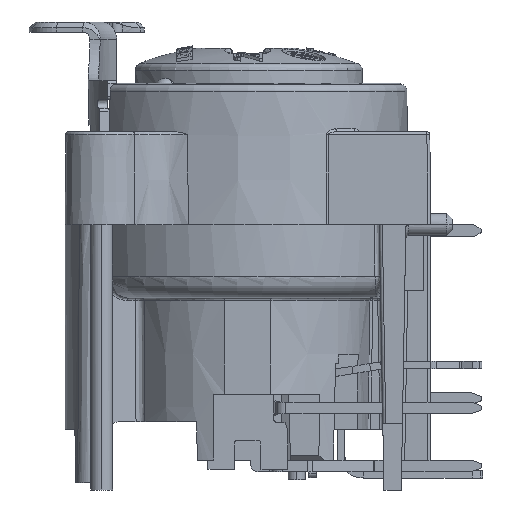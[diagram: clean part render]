
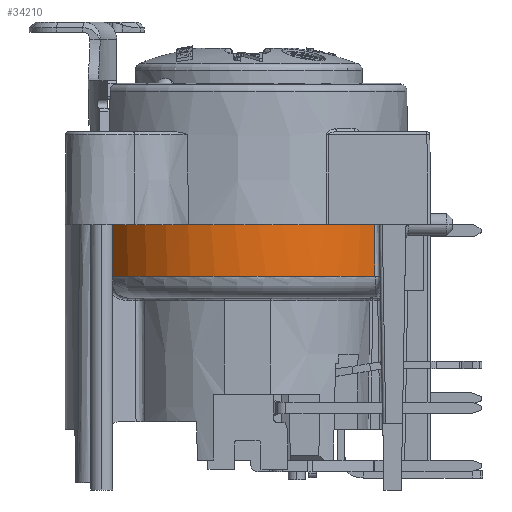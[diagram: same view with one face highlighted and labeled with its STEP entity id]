
A CAD part, left-side view. The second image highlights one B-rep face of the part: STEP entity #34210.
In plain terms, the highlighted conical face has half-angle 1 degrees and reference radius 10.925 mm.
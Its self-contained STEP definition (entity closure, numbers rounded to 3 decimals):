
#1076=CARTESIAN_POINT('',(0.,0.,-6.35));
#1077=DIRECTION('',(0.,0.,-1.));
#1078=DIRECTION('',(-0.928,0.373,0.));
#1079=AXIS2_PLACEMENT_3D('',#1076,#1077,#1078);
#1094=CARTESIAN_POINT('',(-6.743,-8.634,-6.35));
#1105=CARTESIAN_POINT('',(0.,0.,-6.35));
#1106=DIRECTION('',(0.,0.,-1.));
#1107=DIRECTION('',(-0.616,-0.788,0.));
#1108=AXIS2_PLACEMENT_3D('',#1105,#1106,#1107);
#1257=CARTESIAN_POINT('',(-5.745,9.256,
-9.876));
#1258=CARTESIAN_POINT('',(-5.755,9.257,
-9.523));
#1259=CARTESIAN_POINT('',(-5.774,9.26,
-8.791));
#1260=CARTESIAN_POINT('',(-5.804,9.266,
-7.618));
#1261=CARTESIAN_POINT('',(-5.824,9.27,
-6.781));
#1262=CARTESIAN_POINT('',(-5.834,9.273,-6.35));
#1264=CARTESIAN_POINT('',(0.,0.,-6.35));
#1265=DIRECTION('',(0.,0.,1.));
#1266=DIRECTION('',(-0.928,0.373,0.));
#1267=AXIS2_PLACEMENT_3D('',#1264,#1265,#1266);
#1269=CARTESIAN_POINT('',(-6.565,-8.694,
-9.876));
#1270=CARTESIAN_POINT('',(-6.585,-8.687,
-9.484));
#1271=CARTESIAN_POINT('',(-6.625,-8.674,
-8.7));
#1272=CARTESIAN_POINT('',(-6.684,-8.654,
-7.524));
#1273=CARTESIAN_POINT('',(-6.724,-8.641,
-6.741));
#1274=CARTESIAN_POINT('',(-6.743,-8.634,-6.35));
#1276=CARTESIAN_POINT('',(0.,0.,-9.876));
#1277=DIRECTION('',(0.,0.,1.));
#1278=DIRECTION('',(-0.527,0.85,0.));
#1279=AXIS2_PLACEMENT_3D('',#1276,#1277,#1278);
#3705=CARTESIAN_POINT('',(-9.526,-5.411,-6.35));
#3865=CARTESIAN_POINT('',(-10.166,4.085,-6.35));
#11403=CARTESIAN_POINT('',(-6.565,-8.694,
-9.876));
#27066=VERTEX_POINT('',#3865);
#27093=VERTEX_POINT('',#3705);
#27902=CARTESIAN_POINT('',(-5.834,9.273,-6.35));
#27903=VERTEX_POINT('',#27902);
#28797=VERTEX_POINT('',#11403);
#28834=VERTEX_POINT('',#1094);
#29240=VERTEX_POINT('',#1257);
#34193=CARTESIAN_POINT('',(0.,0.,-8.113));
#34194=DIRECTION('',(0.,0.,1.));
#34195=DIRECTION('',(1.,0.,0.));
#34196=AXIS2_PLACEMENT_3D('',#34193,#34194,#34195);
#34197=CONICAL_SURFACE('',#34196,10.925,1.);
#34199=ORIENTED_EDGE('',*,*,#34198,.T.);
#34200=ORIENTED_EDGE('',*,*,#33933,.F.);
#34202=ORIENTED_EDGE('',*,*,#34201,.T.);
#34203=ORIENTED_EDGE('',*,*,#33967,.F.);
#34205=ORIENTED_EDGE('',*,*,#34204,.F.);
#34207=ORIENTED_EDGE('',*,*,#34206,.F.);
#34208=EDGE_LOOP('',(#34199,#34200,#34202,#34203,#34205,#34207));
#34209=FACE_OUTER_BOUND('',#34208,.F.);
#1080=CIRCLE('',#1079,10.956);
#1109=CIRCLE('',#1108,10.956);
#1263=B_SPLINE_CURVE_WITH_KNOTS('',3,(#1257,#1258,#1259,#1260,#1261,#1262),
.UNSPECIFIED.,.F.,.F.,(4,1,1,4),(0.,0.333,0.667,1.),
.UNSPECIFIED.);
#1268=CIRCLE('',#1267,10.956);
#1275=B_SPLINE_CURVE_WITH_KNOTS('',3,(#1269,#1270,#1271,#1272,#1273,#1274),
.UNSPECIFIED.,.F.,.F.,(4,1,1,4),(0.,0.333,0.667,1.),
.UNSPECIFIED.);
#1280=CIRCLE('',#1279,10.894);
#33933=EDGE_CURVE('',#27066,#27903,#1080,.T.);
#33967=EDGE_CURVE('',#28834,#27093,#1109,.T.);
#34198=EDGE_CURVE('',#29240,#27903,#1263,.T.);
#34201=EDGE_CURVE('',#27066,#27093,#1268,.T.);
#34204=EDGE_CURVE('',#28797,#28834,#1275,.T.);
#34206=EDGE_CURVE('',#29240,#28797,#1280,.T.);
#34210=ADVANCED_FACE('',(#34209),#34197,.T.);
